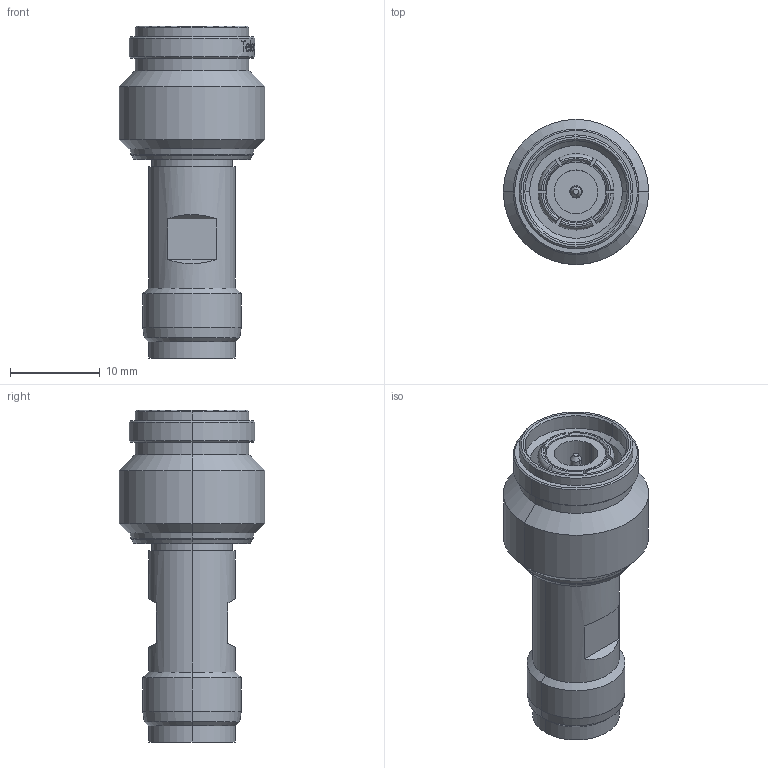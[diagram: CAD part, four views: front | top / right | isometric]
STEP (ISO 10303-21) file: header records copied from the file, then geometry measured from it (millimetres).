
FILE_DESCRIPTION (( 'STEP AP214' ), '1' );
FILE_NAME ('J01014R0000.STEP', '2013-06-12T14:33:49', ( 'Wartung1' ), ( '' ), 'SwSTEP 2.0', 'SolidWorks 2013', '' );
FILE_SCHEMA (( 'AUTOMOTIVE_DESIGN' ));
Length unit declared in the file: millimetre
Products named in the file (1): J01014R0000
Bounding box: 16.2 x 16.2 x 37 mm (x, y, z)
Volume: 3604.5 mm3; surface area: 2703.1 mm2
Topology: 1 solids, 1 shells, 299 faces, 735 edges, 475 vertices
Faces by surface type: plane 97, bspline 83, cylinder 66, cone 45, torus 8
Entity records: 17589 total; most frequent: CARTESIAN_POINT 7968, ORIENTED_EDGE 1470, DIRECTION 1043, EDGE_CURVE 735, VERTEX_POINT 475, AXIS2_PLACEMENT_3D 404, EDGE_LOOP 336, ADVANCED_FACE 299
